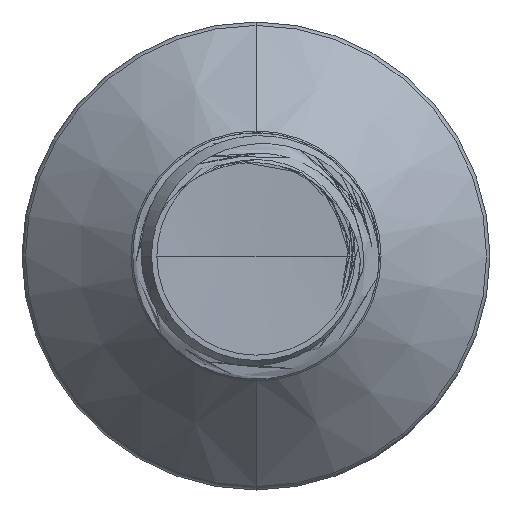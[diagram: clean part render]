
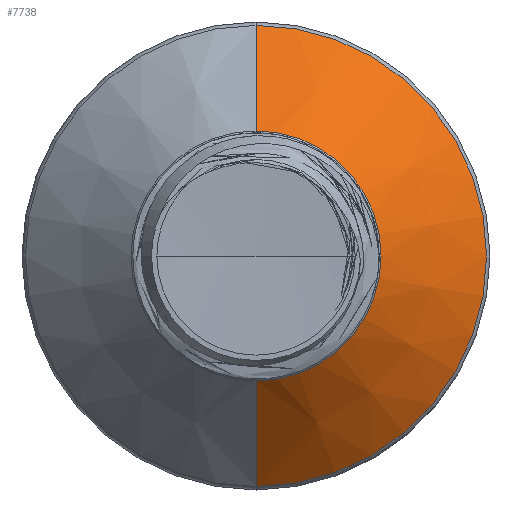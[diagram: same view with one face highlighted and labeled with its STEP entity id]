
A CAD part, front view. The second image highlights one B-rep face of the part: STEP entity #7738.
In plain terms, the highlighted conical face has half-angle 45 degrees and reference radius 1.016 mm.
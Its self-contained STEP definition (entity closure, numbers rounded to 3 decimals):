
#1962 = VERTEX_POINT ( 'NONE', #13176 ) ;
#2611 = AXIS2_PLACEMENT_3D ( 'NONE', #15672, #26327, #15895 ) ;
#2809 = LINE ( 'NONE', #7937, #20722 ) ;
#5009 = VERTEX_POINT ( 'NONE', #7426 ) ;
#5039 = VERTEX_POINT ( 'NONE', #7164 ) ;
#5310 = CIRCLE ( 'NONE', #18416, 1.016 ) ;
#7124 = EDGE_CURVE ( 'NONE', #5009, #5039, #8581, .T. ) ;
#7164 = CARTESIAN_POINT ( 'NONE',  ( 0., 9.345, -1.872 ) ) ;
#7426 = CARTESIAN_POINT ( 'NONE',  ( 0., 9.345, 1.872 ) ) ;
#7738 = ADVANCED_FACE ( 'NONE', ( #12142 ), #10553, .T. ) ;
#7849 = CARTESIAN_POINT ( 'NONE',  ( 0., 8.489, 1.016 ) ) ;
#7937 = CARTESIAN_POINT ( 'NONE',  ( 0., 8.489, -1.016 ) ) ;
#8581 = CIRCLE ( 'NONE', #18629, 1.872 ) ;
#10514 = DIRECTION ( 'NONE',  ( 0., 0.707, -0.707 ) ) ;
#10553 = CONICAL_SURFACE ( 'NONE', #2611, 1.016, 0.785 ) ;
#12142 = FACE_OUTER_BOUND ( 'NONE', #30146, .T. ) ;
#12627 = CARTESIAN_POINT ( 'NONE',  ( 0., 8.489, 0. ) ) ;
#13176 = CARTESIAN_POINT ( 'NONE',  ( 0., 8.489, 1.016 ) ) ;
#13326 = EDGE_CURVE ( 'NONE', #1962, #5009, #20691, .T. ) ;
#15126 = DIRECTION ( 'NONE',  ( 0., 0., 1. ) ) ;
#15672 = CARTESIAN_POINT ( 'NONE',  ( 0., 8.489, 0. ) ) ;
#15895 = DIRECTION ( 'NONE',  ( 0., 0., 1. ) ) ;
#18416 = AXIS2_PLACEMENT_3D ( 'NONE', #12627, #30040, #15126 ) ;
#18629 = AXIS2_PLACEMENT_3D ( 'NONE', #27477, #23681, #23757 ) ;
#19130 = VECTOR ( 'NONE', #25402, 1000. ) ;
#20691 = LINE ( 'NONE', #7849, #19130 ) ;
#20722 = VECTOR ( 'NONE', #10514, 1000. ) ;
#23681 = DIRECTION ( 'NONE',  ( 0., 1., 0. ) ) ;
#23757 = DIRECTION ( 'NONE',  ( 0., 0., 1. ) ) ;
#24618 = ORIENTED_EDGE ( 'NONE', *, *, #30245, .T. ) ;
#25402 = DIRECTION ( 'NONE',  ( 0., 0.707, 0.707 ) ) ;
#25482 = CARTESIAN_POINT ( 'NONE',  ( 0., 8.489, -1.016 ) ) ;
#26327 = DIRECTION ( 'NONE',  ( 0., 1., 0. ) ) ;
#26578 = ORIENTED_EDGE ( 'NONE', *, *, #13326, .F. ) ;
#27477 = CARTESIAN_POINT ( 'NONE',  ( 0., 9.345, 0. ) ) ;
#29075 = ORIENTED_EDGE ( 'NONE', *, *, #7124, .F. ) ;
#29093 = ORIENTED_EDGE ( 'NONE', *, *, #31290, .T. ) ;
#30040 = DIRECTION ( 'NONE',  ( 0., 1., 0. ) ) ;
#30146 = EDGE_LOOP ( 'NONE', ( #24618, #29093, #29075, #26578 ) ) ;
#30245 = EDGE_CURVE ( 'NONE', #1962, #31412, #5310, .T. ) ;
#31290 = EDGE_CURVE ( 'NONE', #31412, #5039, #2809, .T. ) ;
#31412 = VERTEX_POINT ( 'NONE', #25482 ) ;
